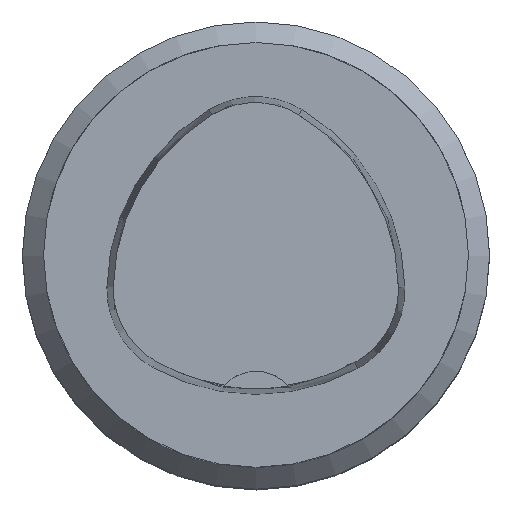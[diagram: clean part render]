
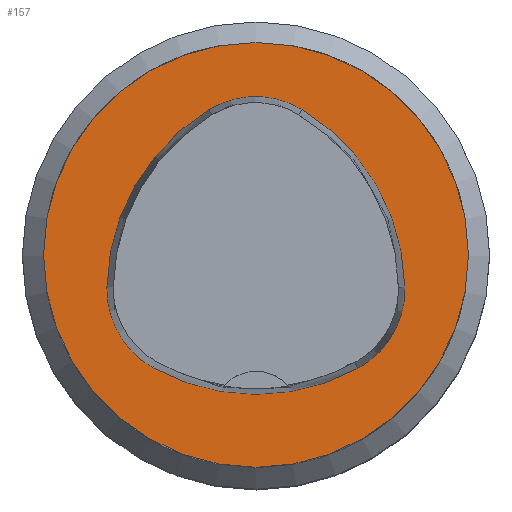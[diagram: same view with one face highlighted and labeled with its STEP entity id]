
A CAD part, top view. The second image highlights one B-rep face of the part: STEP entity #157.
In plain terms, the highlighted planar face has unit normal (0, 0, 1).
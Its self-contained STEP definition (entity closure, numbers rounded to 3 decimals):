
#128=PLANE('',#706);
#157=ADVANCED_FACE('',(#209,#210),#128,.T.);
#209=FACE_BOUND('',#268,.T.);
#210=FACE_BOUND('',#269,.T.);
#268=EDGE_LOOP('',(#371,#372,#373,#374,#375,#376));
#269=EDGE_LOOP('',(#377));
#371=ORIENTED_EDGE('',*,*,#555,.T.);
#372=ORIENTED_EDGE('',*,*,#535,.T.);
#373=ORIENTED_EDGE('',*,*,#539,.T.);
#374=ORIENTED_EDGE('',*,*,#542,.T.);
#375=ORIENTED_EDGE('',*,*,#545,.T.);
#376=ORIENTED_EDGE('',*,*,#553,.T.);
#377=ORIENTED_EDGE('',*,*,#558,.F.);
#479=VERTEX_POINT('',#1009);
#480=VERTEX_POINT('',#1010);
#483=VERTEX_POINT('',#1018);
#485=VERTEX_POINT('',#1024);
#487=VERTEX_POINT('',#1030);
#494=VERTEX_POINT('',#1051);
#495=VERTEX_POINT('',#1061);
#535=EDGE_CURVE('',#479,#480,#607,.T.);
#539=EDGE_CURVE('',#480,#483,#609,.T.);
#542=EDGE_CURVE('',#483,#485,#611,.T.);
#545=EDGE_CURVE('',#485,#487,#613,.T.);
#553=EDGE_CURVE('',#487,#494,#617,.T.);
#555=EDGE_CURVE('',#494,#479,#619,.T.);
#558=EDGE_CURVE('',#495,#495,#622,.T.);
#607=CIRCLE('',#683,20.);
#609=CIRCLE('',#686,8.5);
#611=CIRCLE('',#689,20.);
#613=CIRCLE('',#692,8.5);
#617=CIRCLE('',#697,20.);
#619=CIRCLE('',#700,8.5);
#622=CIRCLE('',#705,20.);
#683=AXIS2_PLACEMENT_3D('',#1008,#794,#795);
#686=AXIS2_PLACEMENT_3D('',#1017,#802,#803);
#689=AXIS2_PLACEMENT_3D('',#1023,#809,#810);
#692=AXIS2_PLACEMENT_3D('',#1029,#816,#817);
#697=AXIS2_PLACEMENT_3D('',#1052,#828,#829);
#700=AXIS2_PLACEMENT_3D('',#1055,#834,#835);
#705=AXIS2_PLACEMENT_3D('',#1060,#844,#845);
#706=AXIS2_PLACEMENT_3D('',#1062,#846,#847);
#794=DIRECTION('',(0.,0.,-1.));
#795=DIRECTION('',(-1.,0.,0.));
#802=DIRECTION('',(0.,0.,-1.));
#803=DIRECTION('',(-1.,0.,0.));
#809=DIRECTION('',(0.,0.,-1.));
#810=DIRECTION('',(-1.,0.,0.));
#816=DIRECTION('',(0.,0.,-1.));
#817=DIRECTION('',(-1.,0.,0.));
#828=DIRECTION('',(0.,0.,-1.));
#829=DIRECTION('',(-1.,0.,0.));
#834=DIRECTION('',(0.,0.,-1.));
#835=DIRECTION('',(-1.,0.,0.));
#844=DIRECTION('',(0.,0.,-1.));
#845=DIRECTION('',(-1.,0.,0.));
#846=DIRECTION('',(0.,0.,1.));
#847=DIRECTION('',(1.,0.,0.));
#1008=CARTESIAN_POINT('',(5.955,-3.414,0.));
#1009=CARTESIAN_POINT('',(-14.041,-3.042,0.));
#1010=CARTESIAN_POINT('',(-4.472,13.653,0.));
#1017=CARTESIAN_POINT('',(-0.04,6.4,0.));
#1018=CARTESIAN_POINT('',(4.347,13.68,0.));
#1023=CARTESIAN_POINT('',(-5.976,-3.45,0.));
#1024=CARTESIAN_POINT('',(14.021,-3.075,0.));
#1029=CARTESIAN_POINT('',(5.522,-3.235,0.));
#1030=CARTESIAN_POINT('',(9.588,-10.699,0.));
#1051=CARTESIAN_POINT('',(-9.655,-10.639,0.));
#1052=CARTESIAN_POINT('',(0.022,6.864,0.));
#1055=CARTESIAN_POINT('',(-5.543,-3.2,0.));
#1060=CARTESIAN_POINT('',(0.,0.,0.));
#1061=CARTESIAN_POINT('',(-20.,0.,0.));
#1062=CARTESIAN_POINT('',(0.,0.,0.));
